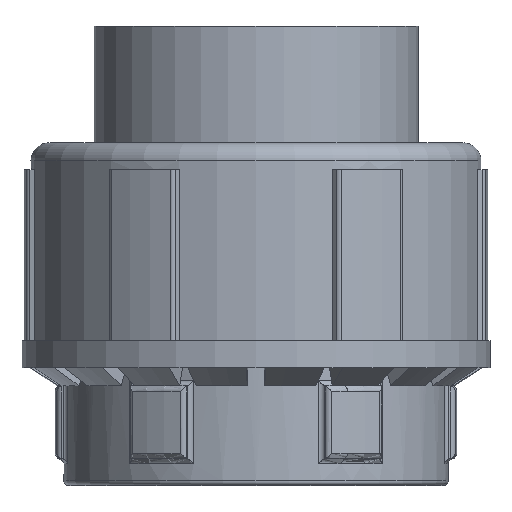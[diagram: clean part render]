
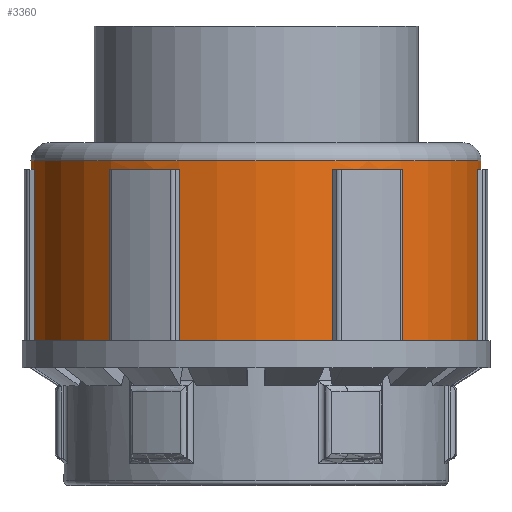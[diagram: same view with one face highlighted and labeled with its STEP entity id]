
A CAD part, left-side view. The second image highlights one B-rep face of the part: STEP entity #3360.
In plain terms, the highlighted cylindrical face has radius 25 mm (diameter 50 mm), a full revolution.
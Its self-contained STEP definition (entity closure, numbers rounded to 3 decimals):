
#161=CYLINDRICAL_SURFACE('',#3749,25.);
#463=FACE_OUTER_BOUND('',#664,.T.);
#664=EDGE_LOOP('',(#3017,#3018,#3019,#3020,#3021,#3022,#3023,#3024,#3025,
#3026,#3027,#3028,#3029,#3030,#3031,#3032,#3033,#3034,#3035,#3036,#3037,
#3038,#3039,#3040,#3041,#3042,#3043,#3044,#3045));
#821=CIRCLE('',#3683,25.);
#822=CIRCLE('',#3687,25.);
#823=CIRCLE('',#3691,25.);
#824=CIRCLE('',#3692,25.);
#825=CIRCLE('',#3696,25.);
#826=CIRCLE('',#3700,25.);
#828=CIRCLE('',#3704,25.);
#832=CIRCLE('',#3708,25.);
#833=CIRCLE('',#3709,25.);
#834=CIRCLE('',#3710,25.);
#835=CIRCLE('',#3711,25.);
#836=CIRCLE('',#3712,25.);
#844=CIRCLE('',#3737,25.);
#849=CIRCLE('',#3746,25.);
#850=CIRCLE('',#3747,25.);
#983=LINE('',#5189,#1208);
#996=LINE('',#5372,#1221);
#1009=LINE('',#5555,#1234);
#1022=LINE('',#5738,#1247);
#1035=LINE('',#5921,#1260);
#1046=LINE('',#6095,#1271);
#1049=LINE('',#6104,#1274);
#1052=LINE('',#6113,#1277);
#1055=LINE('',#6124,#1280);
#1058=LINE('',#6133,#1283);
#1064=LINE('',#6166,#1289);
#1075=LINE('',#6336,#1300);
#1077=LINE('',#6358,#1302);
#1208=VECTOR('',#4244,10.);
#1221=VECTOR('',#4305,10.);
#1234=VECTOR('',#4366,10.);
#1247=VECTOR('',#4427,10.);
#1260=VECTOR('',#4488,10.);
#1271=VECTOR('',#4541,10.);
#1274=VECTOR('',#4552,10.);
#1277=VECTOR('',#4563,10.);
#1280=VECTOR('',#4576,10.);
#1283=VECTOR('',#4587,10.);
#1289=VECTOR('',#4627,10.);
#1300=VECTOR('',#4678,10.);
#1302=VECTOR('',#4708,25.);
#1453=VERTEX_POINT('',#5186);
#1454=VERTEX_POINT('',#5188);
#1479=VERTEX_POINT('',#5369);
#1480=VERTEX_POINT('',#5371);
#1505=VERTEX_POINT('',#5552);
#1506=VERTEX_POINT('',#5554);
#1531=VERTEX_POINT('',#5735);
#1532=VERTEX_POINT('',#5737);
#1557=VERTEX_POINT('',#5918);
#1558=VERTEX_POINT('',#5920);
#1579=VERTEX_POINT('',#6092);
#1580=VERTEX_POINT('',#6094);
#1581=VERTEX_POINT('',#6101);
#1582=VERTEX_POINT('',#6103);
#1583=VERTEX_POINT('',#6110);
#1584=VERTEX_POINT('',#6112);
#1585=VERTEX_POINT('',#6116);
#1586=VERTEX_POINT('',#6121);
#1587=VERTEX_POINT('',#6123);
#1588=VERTEX_POINT('',#6130);
#1589=VERTEX_POINT('',#6132);
#1591=VERTEX_POINT('',#6141);
#1596=VERTEX_POINT('',#6151);
#1599=VERTEX_POINT('',#6165);
#1618=VERTEX_POINT('',#6334);
#1623=VERTEX_POINT('',#6352);
#1624=VERTEX_POINT('',#6353);
#1854=EDGE_CURVE('',#1454,#1453,#983,.T.);
#1893=EDGE_CURVE('',#1480,#1479,#996,.T.);
#1932=EDGE_CURVE('',#1506,#1505,#1009,.T.);
#1971=EDGE_CURVE('',#1532,#1531,#1022,.T.);
#2010=EDGE_CURVE('',#1558,#1557,#1035,.T.);
#2045=EDGE_CURVE('',#1580,#1579,#1046,.T.);
#2047=EDGE_CURVE('',#1579,#1454,#821,.T.);
#2049=EDGE_CURVE('',#1582,#1581,#1049,.T.);
#2051=EDGE_CURVE('',#1581,#1480,#822,.T.);
#2053=EDGE_CURVE('',#1584,#1583,#1052,.T.);
#2055=EDGE_CURVE('',#1585,#1506,#823,.T.);
#2056=EDGE_CURVE('',#1583,#1585,#824,.T.);
#2058=EDGE_CURVE('',#1587,#1586,#1055,.T.);
#2060=EDGE_CURVE('',#1586,#1532,#825,.T.);
#2062=EDGE_CURVE('',#1589,#1588,#1058,.T.);
#2064=EDGE_CURVE('',#1588,#1558,#826,.T.);
#2066=EDGE_CURVE('',#1580,#1591,#828,.T.);
#2072=EDGE_CURVE('',#1596,#1557,#832,.T.);
#2073=EDGE_CURVE('',#1589,#1531,#833,.T.);
#2074=EDGE_CURVE('',#1587,#1505,#834,.T.);
#2075=EDGE_CURVE('',#1584,#1479,#835,.T.);
#2076=EDGE_CURVE('',#1582,#1453,#836,.T.);
#2080=EDGE_CURVE('',#1599,#1591,#1064,.T.);
#2113=EDGE_CURVE('',#1596,#1618,#1075,.T.);
#2114=EDGE_CURVE('',#1618,#1599,#844,.T.);
#2120=EDGE_CURVE('',#1623,#1624,#849,.T.);
#2121=EDGE_CURVE('',#1624,#1623,#850,.T.);
#2123=EDGE_CURVE('',#1585,#1623,#1077,.T.);
#3017=ORIENTED_EDGE('',*,*,#1854,.T.);
#3018=ORIENTED_EDGE('',*,*,#2076,.F.);
#3019=ORIENTED_EDGE('',*,*,#2049,.T.);
#3020=ORIENTED_EDGE('',*,*,#2051,.T.);
#3021=ORIENTED_EDGE('',*,*,#1893,.T.);
#3022=ORIENTED_EDGE('',*,*,#2075,.F.);
#3023=ORIENTED_EDGE('',*,*,#2053,.T.);
#3024=ORIENTED_EDGE('',*,*,#2056,.T.);
#3025=ORIENTED_EDGE('',*,*,#2123,.T.);
#3026=ORIENTED_EDGE('',*,*,#2120,.T.);
#3027=ORIENTED_EDGE('',*,*,#2121,.T.);
#3028=ORIENTED_EDGE('',*,*,#2123,.F.);
#3029=ORIENTED_EDGE('',*,*,#2055,.T.);
#3030=ORIENTED_EDGE('',*,*,#1932,.T.);
#3031=ORIENTED_EDGE('',*,*,#2074,.F.);
#3032=ORIENTED_EDGE('',*,*,#2058,.T.);
#3033=ORIENTED_EDGE('',*,*,#2060,.T.);
#3034=ORIENTED_EDGE('',*,*,#1971,.T.);
#3035=ORIENTED_EDGE('',*,*,#2073,.F.);
#3036=ORIENTED_EDGE('',*,*,#2062,.T.);
#3037=ORIENTED_EDGE('',*,*,#2064,.T.);
#3038=ORIENTED_EDGE('',*,*,#2010,.T.);
#3039=ORIENTED_EDGE('',*,*,#2072,.F.);
#3040=ORIENTED_EDGE('',*,*,#2113,.T.);
#3041=ORIENTED_EDGE('',*,*,#2114,.T.);
#3042=ORIENTED_EDGE('',*,*,#2080,.T.);
#3043=ORIENTED_EDGE('',*,*,#2066,.F.);
#3044=ORIENTED_EDGE('',*,*,#2045,.T.);
#3045=ORIENTED_EDGE('',*,*,#2047,.T.);
#3360=ADVANCED_FACE('',(#463),#161,.T.);
#3683=AXIS2_PLACEMENT_3D('',#6098,#4545,#4546);
#3687=AXIS2_PLACEMENT_3D('',#6107,#4556,#4557);
#3691=AXIS2_PLACEMENT_3D('',#6117,#4567,#4568);
#3692=AXIS2_PLACEMENT_3D('',#6118,#4569,#4570);
#3696=AXIS2_PLACEMENT_3D('',#6127,#4580,#4581);
#3700=AXIS2_PLACEMENT_3D('',#6136,#4591,#4592);
#3704=AXIS2_PLACEMENT_3D('',#6142,#4599,#4600);
#3708=AXIS2_PLACEMENT_3D('',#6153,#4609,#4610);
#3709=AXIS2_PLACEMENT_3D('',#6154,#4611,#4612);
#3710=AXIS2_PLACEMENT_3D('',#6155,#4613,#4614);
#3711=AXIS2_PLACEMENT_3D('',#6156,#4615,#4616);
#3712=AXIS2_PLACEMENT_3D('',#6157,#4617,#4618);
#3737=AXIS2_PLACEMENT_3D('',#6338,#4681,#4682);
#3746=AXIS2_PLACEMENT_3D('',#6354,#4700,#4701);
#3747=AXIS2_PLACEMENT_3D('',#6355,#4702,#4703);
#3749=AXIS2_PLACEMENT_3D('',#6357,#4706,#4707);
#4244=DIRECTION('',(0.,0.,-1.));
#4305=DIRECTION('',(0.,0.,-1.));
#4366=DIRECTION('',(0.,0.,-1.));
#4427=DIRECTION('',(0.,0.,-1.));
#4488=DIRECTION('',(0.,0.,-1.));
#4541=DIRECTION('',(0.,0.,1.));
#4545=DIRECTION('center_axis',(0.,0.,1.));
#4546=DIRECTION('ref_axis',(0.,1.,0.));
#4552=DIRECTION('',(0.,0.,1.));
#4556=DIRECTION('center_axis',(0.,0.,1.));
#4557=DIRECTION('ref_axis',(0.,1.,0.));
#4563=DIRECTION('',(0.,0.,1.));
#4567=DIRECTION('center_axis',(0.,0.,1.));
#4568=DIRECTION('ref_axis',(0.,1.,0.));
#4569=DIRECTION('center_axis',(0.,0.,1.));
#4570=DIRECTION('ref_axis',(0.,1.,0.));
#4576=DIRECTION('',(0.,0.,1.));
#4580=DIRECTION('center_axis',(0.,0.,1.));
#4581=DIRECTION('ref_axis',(0.,1.,0.));
#4587=DIRECTION('',(0.,0.,1.));
#4591=DIRECTION('center_axis',(0.,0.,1.));
#4592=DIRECTION('ref_axis',(0.,1.,0.));
#4599=DIRECTION('center_axis',(0.,0.,-1.));
#4600=DIRECTION('ref_axis',(1.,0.,0.));
#4609=DIRECTION('center_axis',(0.,0.,-1.));
#4610=DIRECTION('ref_axis',(1.,0.,0.));
#4611=DIRECTION('center_axis',(0.,0.,-1.));
#4612=DIRECTION('ref_axis',(1.,0.,0.));
#4613=DIRECTION('center_axis',(0.,0.,-1.));
#4614=DIRECTION('ref_axis',(1.,0.,0.));
#4615=DIRECTION('center_axis',(0.,0.,-1.));
#4616=DIRECTION('ref_axis',(1.,0.,0.));
#4617=DIRECTION('center_axis',(0.,0.,-1.));
#4618=DIRECTION('ref_axis',(1.,0.,0.));
#4627=DIRECTION('',(0.,0.,-1.));
#4678=DIRECTION('',(0.,0.,1.));
#4681=DIRECTION('center_axis',(0.,0.,1.));
#4682=DIRECTION('ref_axis',(0.,1.,0.));
#4700=DIRECTION('center_axis',(0.,0.,-1.));
#4701=DIRECTION('ref_axis',(1.,0.,0.));
#4702=DIRECTION('center_axis',(0.,0.,-1.));
#4703=DIRECTION('ref_axis',(1.,0.,0.));
#4706=DIRECTION('center_axis',(0.,0.,-1.));
#4707=DIRECTION('ref_axis',(0.,1.,0.));
#4708=DIRECTION('',(0.,0.,1.));
#5186=CARTESIAN_POINT('',(-23.492,8.551,-34.925));
#5188=CARTESIAN_POINT('',(-23.492,8.551,-15.925));
#5189=CARTESIAN_POINT('',(-23.492,8.551,-24.925));
#5369=CARTESIAN_POINT('',(-19.151,-16.07,-34.925));
#5371=CARTESIAN_POINT('',(-19.151,-16.07,-15.925));
#5372=CARTESIAN_POINT('',(-19.151,-16.07,-24.925));
#5552=CARTESIAN_POINT('',(4.341,-24.62,-34.925));
#5554=CARTESIAN_POINT('',(4.341,-24.62,-15.925));
#5555=CARTESIAN_POINT('',(4.341,-24.62,-24.925));
#5735=CARTESIAN_POINT('',(23.492,-8.551,-34.925));
#5737=CARTESIAN_POINT('',(23.492,-8.551,-15.925));
#5738=CARTESIAN_POINT('',(23.492,-8.551,-24.925));
#5918=CARTESIAN_POINT('',(19.151,16.07,-34.925));
#5920=CARTESIAN_POINT('',(19.151,16.07,-15.925));
#5921=CARTESIAN_POINT('',(19.151,16.07,-24.925));
#6092=CARTESIAN_POINT('',(-19.151,16.07,-15.925));
#6094=CARTESIAN_POINT('',(-19.151,16.07,-34.925));
#6095=CARTESIAN_POINT('',(-19.151,16.07,-24.925));
#6098=CARTESIAN_POINT('Origin',(0.,0.,-15.925));
#6101=CARTESIAN_POINT('',(-23.492,-8.551,-15.925));
#6103=CARTESIAN_POINT('',(-23.492,-8.551,-34.925));
#6104=CARTESIAN_POINT('',(-23.492,-8.551,-24.925));
#6107=CARTESIAN_POINT('Origin',(0.,0.,-15.925));
#6110=CARTESIAN_POINT('',(-4.341,-24.62,-15.925));
#6112=CARTESIAN_POINT('',(-4.341,-24.62,-34.925));
#6113=CARTESIAN_POINT('',(-4.341,-24.62,-24.925));
#6116=CARTESIAN_POINT('',(0.,-25.,-15.925));
#6117=CARTESIAN_POINT('Origin',(0.,0.,-15.925));
#6118=CARTESIAN_POINT('Origin',(0.,0.,-15.925));
#6121=CARTESIAN_POINT('',(19.151,-16.07,-15.925));
#6123=CARTESIAN_POINT('',(19.151,-16.07,-34.925));
#6124=CARTESIAN_POINT('',(19.151,-16.07,-24.925));
#6127=CARTESIAN_POINT('Origin',(0.,0.,-15.925));
#6130=CARTESIAN_POINT('',(23.492,8.551,-15.925));
#6132=CARTESIAN_POINT('',(23.492,8.551,-34.925));
#6133=CARTESIAN_POINT('',(23.492,8.551,-24.925));
#6136=CARTESIAN_POINT('Origin',(0.,0.,-15.925));
#6141=CARTESIAN_POINT('',(-4.341,24.62,-34.925));
#6142=CARTESIAN_POINT('Origin',(0.,0.,-34.925));
#6151=CARTESIAN_POINT('',(4.341,24.62,-34.925));
#6153=CARTESIAN_POINT('Origin',(0.,0.,-34.925));
#6154=CARTESIAN_POINT('Origin',(0.,0.,-34.925));
#6155=CARTESIAN_POINT('Origin',(0.,0.,-34.925));
#6156=CARTESIAN_POINT('Origin',(0.,0.,-34.925));
#6157=CARTESIAN_POINT('Origin',(0.,0.,-34.925));
#6165=CARTESIAN_POINT('',(-4.341,24.62,-15.925));
#6166=CARTESIAN_POINT('',(-4.341,24.62,-24.925));
#6334=CARTESIAN_POINT('',(4.341,24.62,-15.925));
#6336=CARTESIAN_POINT('',(4.341,24.62,-24.925));
#6338=CARTESIAN_POINT('Origin',(0.,0.,-15.925));
#6352=CARTESIAN_POINT('',(0.,-25.,-14.925));
#6353=CARTESIAN_POINT('',(25.,0.,-14.925));
#6354=CARTESIAN_POINT('Origin',(0.,0.,-14.925));
#6355=CARTESIAN_POINT('Origin',(0.,0.,-14.925));
#6357=CARTESIAN_POINT('Origin',(0.,0.,-24.925));
#6358=CARTESIAN_POINT('',(0.,-25.,-24.925));
